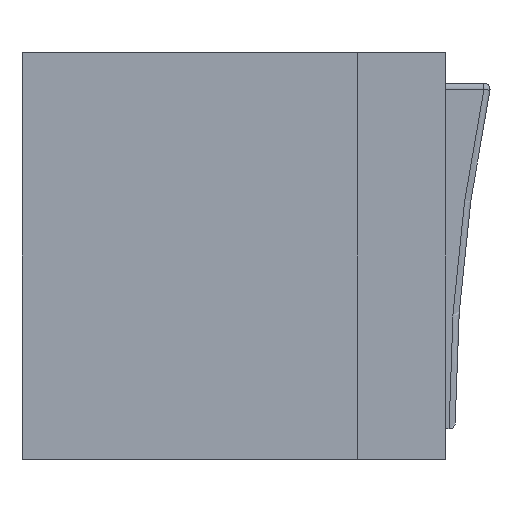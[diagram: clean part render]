
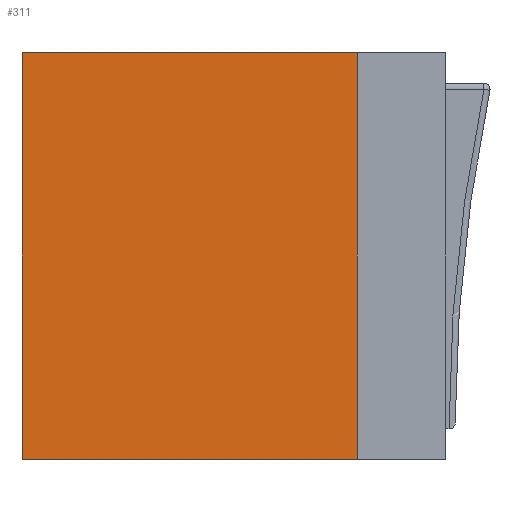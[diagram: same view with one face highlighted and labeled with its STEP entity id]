
A CAD part, front view. The second image highlights one B-rep face of the part: STEP entity #311.
In plain terms, the highlighted planar face has unit normal (0, -1, 0).
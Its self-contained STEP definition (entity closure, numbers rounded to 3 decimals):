
#22 = VERTEX_POINT('',#23);
#23 = CARTESIAN_POINT('',(-13.9,97.,1.6));
#40 = VERTEX_POINT('',#41);
#41 = CARTESIAN_POINT('',(-13.9,97.,14.95));
#47 = EDGE_CURVE('',#40,#22,#48,.T.);
#48 = LINE('',#49,#50);
#49 = CARTESIAN_POINT('',(-13.9,97.,14.95));
#50 = VECTOR('',#51,1.);
#51 = DIRECTION('',(0.,0.,-1.));
#102 = EDGE_CURVE('',#22,#103,#105,.T.);
#103 = VERTEX_POINT('',#104);
#104 = CARTESIAN_POINT('',(-2.9,97.,1.6));
#105 = LINE('',#106,#107);
#106 = CARTESIAN_POINT('',(-13.9,97.,1.6));
#107 = VECTOR('',#108,1.);
#108 = DIRECTION('',(1.,0.,0.));
#253 = VERTEX_POINT('',#254);
#254 = CARTESIAN_POINT('',(-2.9,97.,14.95));
#260 = EDGE_CURVE('',#40,#253,#261,.T.);
#261 = LINE('',#262,#263);
#262 = CARTESIAN_POINT('',(-13.9,97.,14.95));
#263 = VECTOR('',#264,1.);
#264 = DIRECTION('',(1.,0.,0.));
#299 = EDGE_CURVE('',#253,#103,#300,.T.);
#300 = LINE('',#301,#302);
#301 = CARTESIAN_POINT('',(-2.9,97.,14.95));
#302 = VECTOR('',#303,1.);
#303 = DIRECTION('',(0.,0.,-1.));
#311 = ADVANCED_FACE('',(#312),#318,.T.);
#312 = FACE_BOUND('',#313,.F.);
#313 = EDGE_LOOP('',(#314,#315,#316,#317));
#314 = ORIENTED_EDGE('',*,*,#299,.T.);
#315 = ORIENTED_EDGE('',*,*,#102,.F.);
#316 = ORIENTED_EDGE('',*,*,#47,.F.);
#317 = ORIENTED_EDGE('',*,*,#260,.T.);
#318 = PLANE('',#319);
#319 = AXIS2_PLACEMENT_3D('',#320,#321,#322);
#320 = CARTESIAN_POINT('',(-13.9,97.,14.95));
#321 = DIRECTION('',(0.,-1.,0.));
#322 = DIRECTION('',(0.,0.,-1.));
